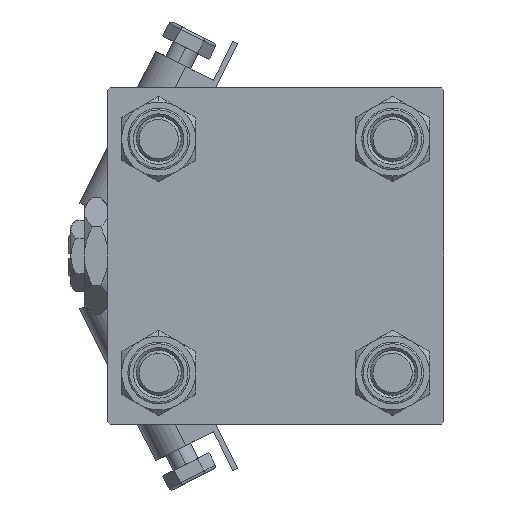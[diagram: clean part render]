
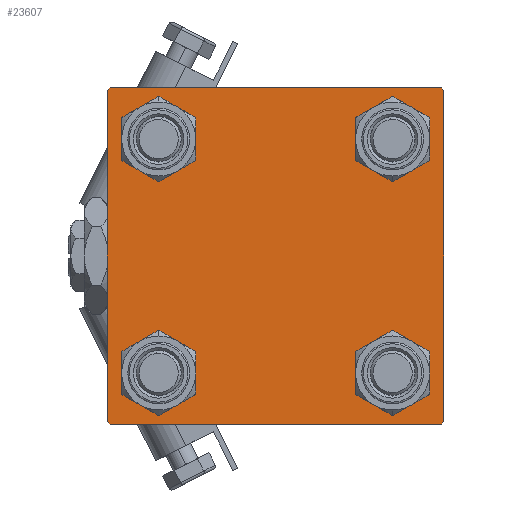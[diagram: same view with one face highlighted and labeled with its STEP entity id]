
A CAD part, left-side view. The second image highlights one B-rep face of the part: STEP entity #23607.
In plain terms, the highlighted planar face has unit normal (-1, 0, 0).
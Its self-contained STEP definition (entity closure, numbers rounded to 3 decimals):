
#1754 = VECTOR ( 'NONE', #2174, 1000. ) ;
#1776 = FACE_OUTER_BOUND ( 'NONE', #46627, .T. ) ;
#2159 = CARTESIAN_POINT ( 'NONE',  ( 0., 20.85, -20.85 ) ) ;
#2174 = DIRECTION ( 'NONE',  ( 0., -0.707, -0.707 ) ) ;
#2465 = ORIENTED_EDGE ( 'NONE', *, *, #22359, .T. ) ;
#2489 = EDGE_CURVE ( 'NONE', #53050, #32659, #10440, .T. ) ;
#2574 = FACE_BOUND ( 'NONE', #10814, .T. ) ;
#2716 = DIRECTION ( 'NONE',  ( 1., 0., 0. ) ) ;
#2764 = CARTESIAN_POINT ( 'NONE',  ( 0., -30., 29.5 ) ) ;
#2858 = FACE_BOUND ( 'NONE', #14484, .T. ) ;
#3386 = CARTESIAN_POINT ( 'NONE',  ( 0., 20.85, -25.35 ) ) ;
#3428 = DIRECTION ( 'NONE',  ( 0., 0., 1. ) ) ;
#4516 = CARTESIAN_POINT ( 'NONE',  ( 0., 20.85, 16.35 ) ) ;
#5027 = CARTESIAN_POINT ( 'NONE',  ( 0., -29.5, -30. ) ) ;
#5490 = CARTESIAN_POINT ( 'NONE',  ( 0., 29.5, 30. ) ) ;
#5944 = CARTESIAN_POINT ( 'NONE',  ( 0., 20.85, -16.35 ) ) ;
#6501 = ORIENTED_EDGE ( 'NONE', *, *, #14596, .T. ) ;
#7476 = CARTESIAN_POINT ( 'NONE',  ( 0., 20.85, 20.85 ) ) ;
#7800 = CARTESIAN_POINT ( 'NONE',  ( 0., -20.85, -25.35 ) ) ;
#8226 = DIRECTION ( 'NONE',  ( 0., 0.707, -0.707 ) ) ;
#8484 = CARTESIAN_POINT ( 'NONE',  ( 0., 29.75, 29.75 ) ) ;
#8637 = CARTESIAN_POINT ( 'NONE',  ( 0., 30., 30. ) ) ;
#9875 = DIRECTION ( 'NONE',  ( 0., -1., 0. ) ) ;
#10175 = CARTESIAN_POINT ( 'NONE',  ( 0., 29.5, -30. ) ) ;
#10348 = EDGE_CURVE ( 'NONE', #43723, #21745, #52073, .T. ) ;
#10440 = CIRCLE ( 'NONE', #20850, 4.5 ) ;
#10814 = EDGE_LOOP ( 'NONE', ( #6501, #35092 ) ) ;
#10859 = ORIENTED_EDGE ( 'NONE', *, *, #10348, .F. ) ;
#11196 = CARTESIAN_POINT ( 'NONE',  ( 0., -20.85, -16.35 ) ) ;
#11464 = LINE ( 'NONE', #8484, #50408 ) ;
#12328 = VERTEX_POINT ( 'NONE', #3386 ) ;
#13632 = CARTESIAN_POINT ( 'NONE',  ( 0., 30., -29.5 ) ) ;
#14198 = DIRECTION ( 'NONE',  ( 0., 0., 1. ) ) ;
#14223 = CIRCLE ( 'NONE', #36667, 4.5 ) ;
#14484 = EDGE_LOOP ( 'NONE', ( #23049, #51828 ) ) ;
#14596 = EDGE_CURVE ( 'NONE', #14636, #26759, #14223, .T. ) ;
#14636 = VERTEX_POINT ( 'NONE', #51256 ) ;
#14721 = CIRCLE ( 'NONE', #19913, 4.5 ) ;
#14744 = DIRECTION ( 'NONE',  ( 1., 0., 0. ) ) ;
#14999 = CARTESIAN_POINT ( 'NONE',  ( 0., 0., 0. ) ) ;
#15417 = DIRECTION ( 'NONE',  ( 0., 0., -1. ) ) ;
#15817 = CIRCLE ( 'NONE', #51956, 4.5 ) ;
#15935 = EDGE_CURVE ( 'NONE', #48040, #24926, #11464, .T. ) ;
#16193 = DIRECTION ( 'NONE',  ( 0., 0., 1. ) ) ;
#16698 = ORIENTED_EDGE ( 'NONE', *, *, #33762, .T. ) ;
#17390 = EDGE_CURVE ( 'NONE', #12328, #24884, #14721, .T. ) ;
#17613 = LINE ( 'NONE', #47211, #1754 ) ;
#18021 = CIRCLE ( 'NONE', #40447, 4.5 ) ;
#18772 = FACE_BOUND ( 'NONE', #19624, .T. ) ;
#19624 = EDGE_LOOP ( 'NONE', ( #28634, #51736 ) ) ;
#19699 = DIRECTION ( 'NONE',  ( 1., 0., 0. ) ) ;
#19706 = AXIS2_PLACEMENT_3D ( 'NONE', #7476, #23940, #3428 ) ;
#19913 = AXIS2_PLACEMENT_3D ( 'NONE', #2159, #27527, #31560 ) ;
#20378 = CARTESIAN_POINT ( 'NONE',  ( 0., -29.75, -29.75 ) ) ;
#20850 = AXIS2_PLACEMENT_3D ( 'NONE', #40888, #53289, #33054 ) ;
#20997 = VECTOR ( 'NONE', #15417, 1000. ) ;
#21414 = VERTEX_POINT ( 'NONE', #5027 ) ;
#21745 = VERTEX_POINT ( 'NONE', #39990 ) ;
#22079 = LINE ( 'NONE', #50907, #37675 ) ;
#22334 = CIRCLE ( 'NONE', #37857, 4.5 ) ;
#22359 = EDGE_CURVE ( 'NONE', #24926, #29555, #22079, .T. ) ;
#23049 = ORIENTED_EDGE ( 'NONE', *, *, #39972, .T. ) ;
#23216 = EDGE_CURVE ( 'NONE', #47567, #21414, #39315, .T. ) ;
#23546 = ORIENTED_EDGE ( 'NONE', *, *, #23216, .T. ) ;
#23607 = ADVANCED_FACE ( 'NONE', ( #2574, #2858, #43302, #18772, #1776 ), #51125, .T. ) ;
#23785 = CARTESIAN_POINT ( 'NONE',  ( 0., -20.85, 20.85 ) ) ;
#23940 = DIRECTION ( 'NONE',  ( 1., 0., 0. ) ) ;
#24884 = VERTEX_POINT ( 'NONE', #5944 ) ;
#24926 = VERTEX_POINT ( 'NONE', #28604 ) ;
#25079 = DIRECTION ( 'NONE',  ( 0., 0., -1. ) ) ;
#25844 = CARTESIAN_POINT ( 'NONE',  ( 0., 20.85, 25.35 ) ) ;
#25894 = EDGE_CURVE ( 'NONE', #39823, #31925, #52416, .T. ) ;
#26270 = ORIENTED_EDGE ( 'NONE', *, *, #17390, .T. ) ;
#26759 = VERTEX_POINT ( 'NONE', #36189 ) ;
#27195 = DIRECTION ( 'NONE',  ( 0., -1., 0. ) ) ;
#27347 = VECTOR ( 'NONE', #27195, 1000. ) ;
#27527 = DIRECTION ( 'NONE',  ( 1., 0., 0. ) ) ;
#27531 = VECTOR ( 'NONE', #44909, 1000. ) ;
#28604 = CARTESIAN_POINT ( 'NONE',  ( 0., 30., 29.5 ) ) ;
#28634 = ORIENTED_EDGE ( 'NONE', *, *, #2489, .T. ) ;
#28848 = DIRECTION ( 'NONE',  ( 1., 0., 0. ) ) ;
#29034 = DIRECTION ( 'NONE',  ( 0., 0.707, 0.707 ) ) ;
#29555 = VERTEX_POINT ( 'NONE', #13632 ) ;
#29916 = DIRECTION ( 'NONE',  ( 1., 0., 0. ) ) ;
#29922 = AXIS2_PLACEMENT_3D ( 'NONE', #14999, #38998, #14198 ) ;
#30123 = DIRECTION ( 'NONE',  ( 0., 0., 1. ) ) ;
#30219 = ORIENTED_EDGE ( 'NONE', *, *, #49899, .T. ) ;
#30486 = VERTEX_POINT ( 'NONE', #39351 ) ;
#31560 = DIRECTION ( 'NONE',  ( 0., 0., 1. ) ) ;
#31925 = VERTEX_POINT ( 'NONE', #11196 ) ;
#32003 = EDGE_CURVE ( 'NONE', #21414, #21745, #33030, .T. ) ;
#32620 = CARTESIAN_POINT ( 'NONE',  ( 0., -20.85, 20.85 ) ) ;
#32659 = VERTEX_POINT ( 'NONE', #4516 ) ;
#33030 = LINE ( 'NONE', #20378, #27531 ) ;
#33054 = DIRECTION ( 'NONE',  ( 0., 0., 1. ) ) ;
#33072 = CARTESIAN_POINT ( 'NONE',  ( 0., -29.75, 29.75 ) ) ;
#33762 = EDGE_CURVE ( 'NONE', #29555, #47567, #17613, .T. ) ;
#34291 = ORIENTED_EDGE ( 'NONE', *, *, #32003, .T. ) ;
#35092 = ORIENTED_EDGE ( 'NONE', *, *, #53002, .T. ) ;
#36189 = CARTESIAN_POINT ( 'NONE',  ( 0., -20.85, 16.35 ) ) ;
#36292 = EDGE_CURVE ( 'NONE', #48040, #30486, #46818, .T. ) ;
#36667 = AXIS2_PLACEMENT_3D ( 'NONE', #23785, #2716, #39943 ) ;
#37675 = VECTOR ( 'NONE', #25079, 1000. ) ;
#37857 = AXIS2_PLACEMENT_3D ( 'NONE', #41235, #28848, #16193 ) ;
#38998 = DIRECTION ( 'NONE',  ( -1., 0., 0. ) ) ;
#39315 = LINE ( 'NONE', #39585, #27347 ) ;
#39351 = CARTESIAN_POINT ( 'NONE',  ( 0., -29.5, 30. ) ) ;
#39585 = CARTESIAN_POINT ( 'NONE',  ( 0., 30., -30. ) ) ;
#39823 = VERTEX_POINT ( 'NONE', #7800 ) ;
#39943 = DIRECTION ( 'NONE',  ( 0., 0., 1. ) ) ;
#39972 = EDGE_CURVE ( 'NONE', #31925, #39823, #15817, .T. ) ;
#39990 = CARTESIAN_POINT ( 'NONE',  ( 0., -30., -29.5 ) ) ;
#40447 = AXIS2_PLACEMENT_3D ( 'NONE', #32620, #19699, #52590 ) ;
#40888 = CARTESIAN_POINT ( 'NONE',  ( 0., 20.85, 20.85 ) ) ;
#41235 = CARTESIAN_POINT ( 'NONE',  ( 0., 20.85, -20.85 ) ) ;
#41467 = VECTOR ( 'NONE', #9875, 1000. ) ;
#41531 = DIRECTION ( 'NONE',  ( 0., 0., 1. ) ) ;
#42009 = VECTOR ( 'NONE', #29034, 1000. ) ;
#42322 = CARTESIAN_POINT ( 'NONE',  ( 0., -20.85, -20.85 ) ) ;
#42921 = CIRCLE ( 'NONE', #19706, 4.5 ) ;
#43302 = FACE_BOUND ( 'NONE', #43652, .T. ) ;
#43652 = EDGE_LOOP ( 'NONE', ( #50756, #26270 ) ) ;
#43723 = VERTEX_POINT ( 'NONE', #2764 ) ;
#44015 = ORIENTED_EDGE ( 'NONE', *, *, #15935, .T. ) ;
#44682 = AXIS2_PLACEMENT_3D ( 'NONE', #42322, #29916, #41531 ) ;
#44909 = DIRECTION ( 'NONE',  ( 0., -0.707, 0.707 ) ) ;
#46627 = EDGE_LOOP ( 'NONE', ( #2465, #16698, #23546, #34291, #10859, #30219, #51264, #44015 ) ) ;
#46818 = LINE ( 'NONE', #8637, #41467 ) ;
#47211 = CARTESIAN_POINT ( 'NONE',  ( 0., 29.75, -29.75 ) ) ;
#47567 = VERTEX_POINT ( 'NONE', #10175 ) ;
#48040 = VERTEX_POINT ( 'NONE', #5490 ) ;
#49250 = LINE ( 'NONE', #33072, #42009 ) ;
#49899 = EDGE_CURVE ( 'NONE', #43723, #30486, #49250, .T. ) ;
#50408 = VECTOR ( 'NONE', #8226, 1000. ) ;
#50756 = ORIENTED_EDGE ( 'NONE', *, *, #52880, .T. ) ;
#50907 = CARTESIAN_POINT ( 'NONE',  ( 0., 30., 30. ) ) ;
#51125 = PLANE ( 'NONE',  #29922 ) ;
#51256 = CARTESIAN_POINT ( 'NONE',  ( 0., -20.85, 25.35 ) ) ;
#51264 = ORIENTED_EDGE ( 'NONE', *, *, #36292, .F. ) ;
#51508 = EDGE_CURVE ( 'NONE', #32659, #53050, #42921, .T. ) ;
#51664 = CARTESIAN_POINT ( 'NONE',  ( 0., -20.85, -20.85 ) ) ;
#51736 = ORIENTED_EDGE ( 'NONE', *, *, #51508, .T. ) ;
#51828 = ORIENTED_EDGE ( 'NONE', *, *, #25894, .T. ) ;
#51956 = AXIS2_PLACEMENT_3D ( 'NONE', #51664, #14744, #30123 ) ;
#52073 = LINE ( 'NONE', #52352, #20997 ) ;
#52352 = CARTESIAN_POINT ( 'NONE',  ( 0., -30., 30. ) ) ;
#52416 = CIRCLE ( 'NONE', #44682, 4.5 ) ;
#52590 = DIRECTION ( 'NONE',  ( 0., 0., 1. ) ) ;
#52880 = EDGE_CURVE ( 'NONE', #24884, #12328, #22334, .T. ) ;
#53002 = EDGE_CURVE ( 'NONE', #26759, #14636, #18021, .T. ) ;
#53050 = VERTEX_POINT ( 'NONE', #25844 ) ;
#53289 = DIRECTION ( 'NONE',  ( 1., 0., 0. ) ) ;
